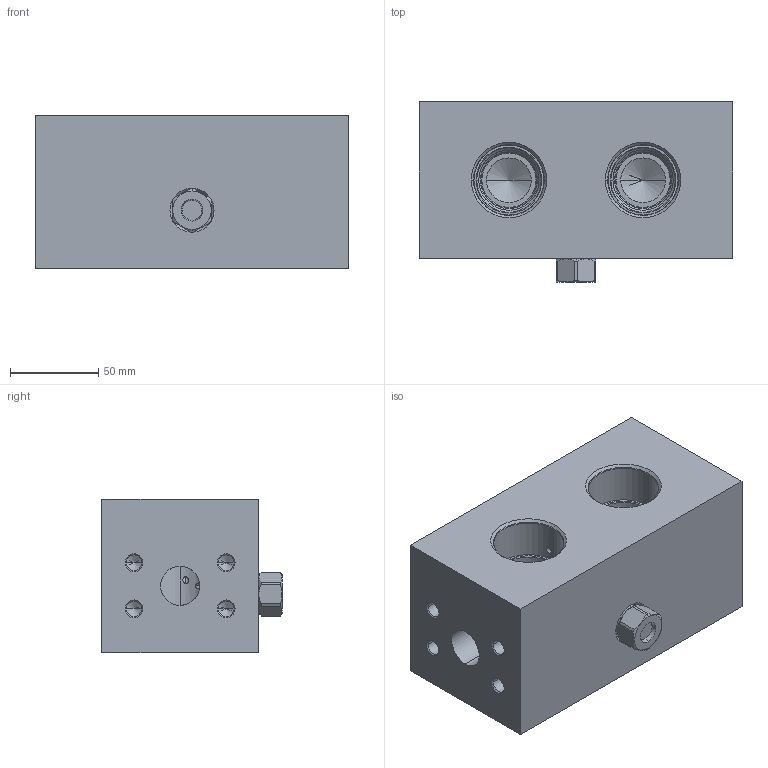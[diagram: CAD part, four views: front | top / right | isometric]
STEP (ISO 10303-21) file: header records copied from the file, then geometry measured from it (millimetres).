
FILE_DESCRIPTION((''),'2;1');
FILE_NAME('YKP_ASM','2024-09-10T',('ProEService'),(''),'PRO/ENGINEER BY PARAMETRIC TECHNOLOGY CORPORATION, 2014200','PRO/ENGINEER BY PARAMETRIC TECHNOLOGY CORPORATION, 2014200','');
FILE_SCHEMA(('CONFIG_CONTROL_DESIGN'));
Length unit declared in the file: inch
Products named in the file (3): 150-737-001; CSAAEXN; YKP_ASM
Assembly tree (2 placements, depth 2):
  YKP_ASM
    150-737-001
    CSAAEXN
Bounding box: 177.8 x 102.39 x 87.33 mm (x, y, z)
Volume: 1171415 mm3; surface area: 121422.8 mm2
Topology: 3 solids, 5 shells, 382 faces, 1163 edges, 927 vertices
Faces by surface type: cylinder 150, cone 146, plane 44, torus 36, revolution 6
Entity records: 13864 total; most frequent: CARTESIAN_POINT 3601, DIRECTION 2299, ORIENTED_EDGE 1738, EDGE_CURVE 869, AXIS2_PLACEMENT_3D 856, VECTOR 581, LINE 581, VERTEX_POINT 533
